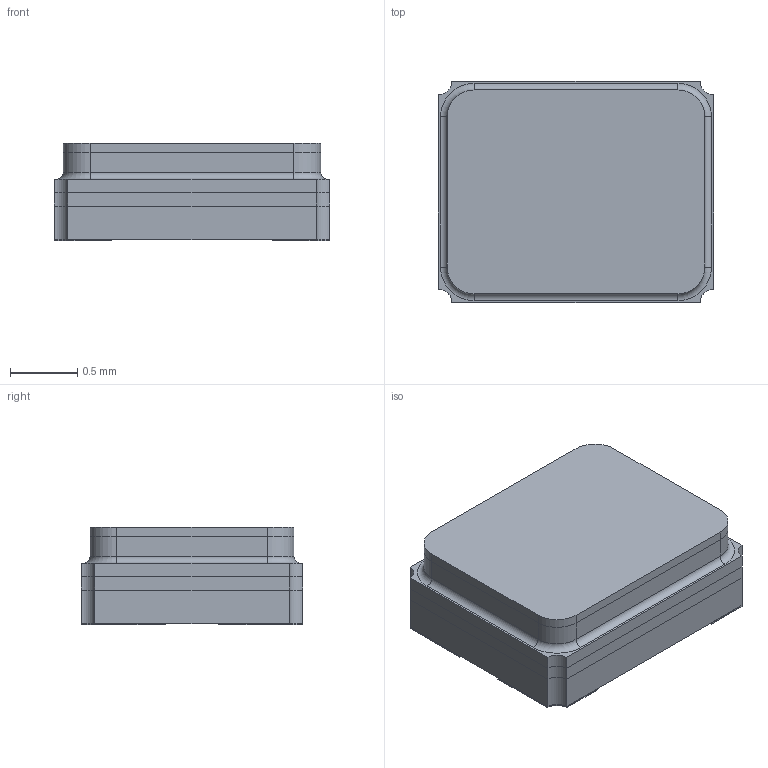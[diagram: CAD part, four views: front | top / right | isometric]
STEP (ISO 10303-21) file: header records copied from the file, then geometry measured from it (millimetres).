
FILE_DESCRIPTION(('FreeCAD Model'),'2;1');
FILE_NAME('Open CASCADE Shape Model','2022-03-29T18:05:24',( 'kicad StepUp'),('ksu MCAD'),'Open CASCADE STEP processor 7.5', 'FreeCAD','Unknown');
FILE_SCHEMA(('AUTOMOTIVE_DESIGN { 1 0 10303 214 1 1 1 1 }'));
Length unit declared in the file: millimetre
Products named in the file (1): TG2016SMN
Bounding box: 2.05 x 1.65 x 0.73 mm (x, y, z)
Volume: 1.5 mm3; surface area: 32.2 mm2
Topology: 16 solids, 16 shells, 179 faces, 418 edges, 276 vertices
Faces by surface type: plane 133, cylinder 42, torus 4
Entity records: 6463 total; most frequent: CARTESIAN_POINT 874, DIRECTION 866, ORIENTED_EDGE 836, EDGE_CURVE 418, LINE 330, VECTOR 330, VERTEX_POINT 276, AXIS2_PLACEMENT_3D 268
